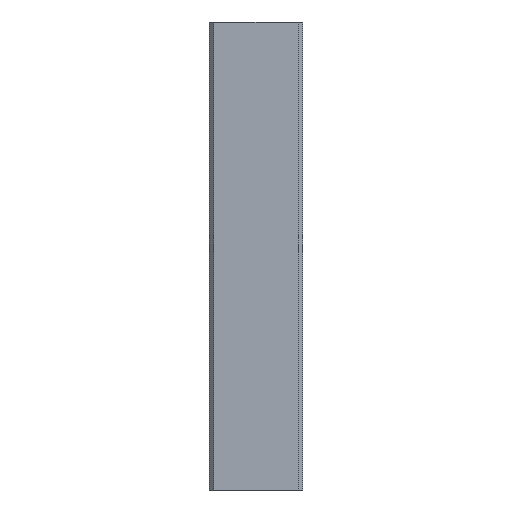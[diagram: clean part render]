
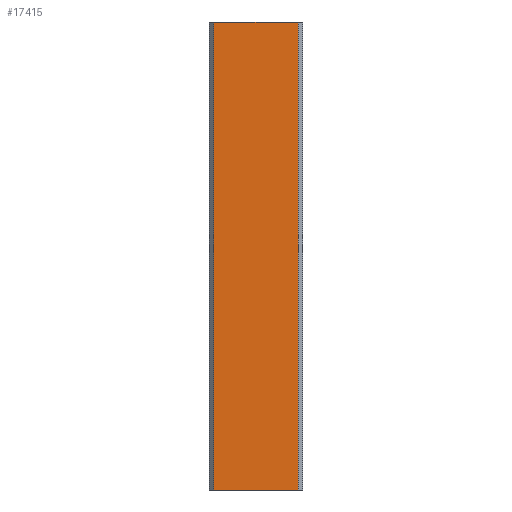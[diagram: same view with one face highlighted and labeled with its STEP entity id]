
A CAD part, front view. The second image highlights one B-rep face of the part: STEP entity #17415.
In plain terms, the highlighted planar face has unit normal (0, -1, 0).
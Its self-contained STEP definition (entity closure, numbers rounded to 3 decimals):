
#14204 = PLANE('',#14205);
#14205 = AXIS2_PLACEMENT_3D('',#14206,#14207,#14208);
#14206 = CARTESIAN_POINT('',(-0.315,-0.885,20.));
#14207 = DIRECTION('',(0.,0.,-1.));
#14208 = DIRECTION('',(-1.,0.,0.));
#14258 = PLANE('',#14259);
#14259 = AXIS2_PLACEMENT_3D('',#14260,#14261,#14262);
#14260 = CARTESIAN_POINT('',(-0.315,-0.885,0.));
#14261 = DIRECTION('',(0.,0.,-1.));
#14262 = DIRECTION('',(-1.,0.,0.));
#14573 = VERTEX_POINT('',#14574);
#14574 = CARTESIAN_POINT('',(1.8,-4.25,0.));
#14588 = PLANE('',#14589);
#14589 = AXIS2_PLACEMENT_3D('',#14590,#14591,#14592);
#14590 = CARTESIAN_POINT('',(1.8,-4.25,0.));
#14591 = DIRECTION('',(-0.707,0.707,0.));
#14592 = DIRECTION('',(0.707,0.707,0.));
#14600 = EDGE_CURVE('',#14601,#14573,#14603,.T.);
#14601 = VERTEX_POINT('',#14602);
#14602 = CARTESIAN_POINT('',(-1.8,-4.25,0.));
#14603 = SURFACE_CURVE('',#14604,(#14608,#14615),.PCURVE_S1.);
#14604 = LINE('',#14605,#14606);
#14605 = CARTESIAN_POINT('',(-1.8,-4.25,0.));
#14606 = VECTOR('',#14607,1.);
#14607 = DIRECTION('',(1.,0.,0.));
#14608 = PCURVE('',#14258,#14609);
#14609 = DEFINITIONAL_REPRESENTATION('',(#14610),#14614);
#14610 = LINE('',#14611,#14612);
#14611 = CARTESIAN_POINT('',(1.485,-3.365));
#14612 = VECTOR('',#14613,1.);
#14613 = DIRECTION('',(-1.,0.));
#14614 = ( GEOMETRIC_REPRESENTATION_CONTEXT(2) 
PARAMETRIC_REPRESENTATION_CONTEXT() REPRESENTATION_CONTEXT('2D SPACE',''
  ) );
#14615 = PCURVE('',#14616,#14621);
#14616 = PLANE('',#14617);
#14617 = AXIS2_PLACEMENT_3D('',#14618,#14619,#14620);
#14618 = CARTESIAN_POINT('',(-1.8,-4.25,0.));
#14619 = DIRECTION('',(0.,1.,0.));
#14620 = DIRECTION('',(1.,0.,0.));
#14621 = DEFINITIONAL_REPRESENTATION('',(#14622),#14626);
#14622 = LINE('',#14623,#14624);
#14623 = CARTESIAN_POINT('',(0.,0.));
#14624 = VECTOR('',#14625,1.);
#14625 = DIRECTION('',(1.,0.));
#14626 = ( GEOMETRIC_REPRESENTATION_CONTEXT(2) 
PARAMETRIC_REPRESENTATION_CONTEXT() REPRESENTATION_CONTEXT('2D SPACE',''
  ) );
#14644 = PLANE('',#14645);
#14645 = AXIS2_PLACEMENT_3D('',#14646,#14647,#14648);
#14646 = CARTESIAN_POINT('',(-2.,-4.05,0.));
#14647 = DIRECTION('',(0.707,0.707,0.));
#14648 = DIRECTION('',(0.707,-0.707,0.));
#14890 = VERTEX_POINT('',#14891);
#14891 = CARTESIAN_POINT('',(1.8,-4.25,20.));
#14912 = EDGE_CURVE('',#14913,#14890,#14915,.T.);
#14913 = VERTEX_POINT('',#14914);
#14914 = CARTESIAN_POINT('',(-1.8,-4.25,20.));
#14915 = SURFACE_CURVE('',#14916,(#14920,#14927),.PCURVE_S1.);
#14916 = LINE('',#14917,#14918);
#14917 = CARTESIAN_POINT('',(-1.8,-4.25,20.));
#14918 = VECTOR('',#14919,1.);
#14919 = DIRECTION('',(1.,0.,0.));
#14920 = PCURVE('',#14204,#14921);
#14921 = DEFINITIONAL_REPRESENTATION('',(#14922),#14926);
#14922 = LINE('',#14923,#14924);
#14923 = CARTESIAN_POINT('',(1.485,-3.365));
#14924 = VECTOR('',#14925,1.);
#14925 = DIRECTION('',(-1.,0.));
#14926 = ( GEOMETRIC_REPRESENTATION_CONTEXT(2) 
PARAMETRIC_REPRESENTATION_CONTEXT() REPRESENTATION_CONTEXT('2D SPACE',''
  ) );
#14927 = PCURVE('',#14616,#14928);
#14928 = DEFINITIONAL_REPRESENTATION('',(#14929),#14933);
#14929 = LINE('',#14930,#14931);
#14930 = CARTESIAN_POINT('',(0.,-20.));
#14931 = VECTOR('',#14932,1.);
#14932 = DIRECTION('',(1.,0.));
#14933 = ( GEOMETRIC_REPRESENTATION_CONTEXT(2) 
PARAMETRIC_REPRESENTATION_CONTEXT() REPRESENTATION_CONTEXT('2D SPACE',''
  ) );
#17297 = EDGE_CURVE('',#14601,#14913,#17298,.T.);
#17298 = SURFACE_CURVE('',#17299,(#17303,#17310),.PCURVE_S1.);
#17299 = LINE('',#17300,#17301);
#17300 = CARTESIAN_POINT('',(-1.8,-4.25,0.));
#17301 = VECTOR('',#17302,1.);
#17302 = DIRECTION('',(0.,0.,1.));
#17303 = PCURVE('',#14644,#17304);
#17304 = DEFINITIONAL_REPRESENTATION('',(#17305),#17309);
#17305 = LINE('',#17306,#17307);
#17306 = CARTESIAN_POINT('',(0.283,0.));
#17307 = VECTOR('',#17308,1.);
#17308 = DIRECTION('',(0.,-1.));
#17309 = ( GEOMETRIC_REPRESENTATION_CONTEXT(2) 
PARAMETRIC_REPRESENTATION_CONTEXT() REPRESENTATION_CONTEXT('2D SPACE',''
  ) );
#17310 = PCURVE('',#14616,#17311);
#17311 = DEFINITIONAL_REPRESENTATION('',(#17312),#17316);
#17312 = LINE('',#17313,#17314);
#17313 = CARTESIAN_POINT('',(0.,0.));
#17314 = VECTOR('',#17315,1.);
#17315 = DIRECTION('',(0.,-1.));
#17316 = ( GEOMETRIC_REPRESENTATION_CONTEXT(2) 
PARAMETRIC_REPRESENTATION_CONTEXT() REPRESENTATION_CONTEXT('2D SPACE',''
  ) );
#17415 = ADVANCED_FACE('',(#17416),#14616,.F.);
#17416 = FACE_BOUND('',#17417,.F.);
#17417 = EDGE_LOOP('',(#17418,#17419,#17420,#17441));
#17418 = ORIENTED_EDGE('',*,*,#17297,.T.);
#17419 = ORIENTED_EDGE('',*,*,#14912,.T.);
#17420 = ORIENTED_EDGE('',*,*,#17421,.F.);
#17421 = EDGE_CURVE('',#14573,#14890,#17422,.T.);
#17422 = SURFACE_CURVE('',#17423,(#17427,#17434),.PCURVE_S1.);
#17423 = LINE('',#17424,#17425);
#17424 = CARTESIAN_POINT('',(1.8,-4.25,0.));
#17425 = VECTOR('',#17426,1.);
#17426 = DIRECTION('',(0.,0.,1.));
#17427 = PCURVE('',#14616,#17428);
#17428 = DEFINITIONAL_REPRESENTATION('',(#17429),#17433);
#17429 = LINE('',#17430,#17431);
#17430 = CARTESIAN_POINT('',(3.6,0.));
#17431 = VECTOR('',#17432,1.);
#17432 = DIRECTION('',(0.,-1.));
#17433 = ( GEOMETRIC_REPRESENTATION_CONTEXT(2) 
PARAMETRIC_REPRESENTATION_CONTEXT() REPRESENTATION_CONTEXT('2D SPACE',''
  ) );
#17434 = PCURVE('',#14588,#17435);
#17435 = DEFINITIONAL_REPRESENTATION('',(#17436),#17440);
#17436 = LINE('',#17437,#17438);
#17437 = CARTESIAN_POINT('',(0.,0.));
#17438 = VECTOR('',#17439,1.);
#17439 = DIRECTION('',(0.,-1.));
#17440 = ( GEOMETRIC_REPRESENTATION_CONTEXT(2) 
PARAMETRIC_REPRESENTATION_CONTEXT() REPRESENTATION_CONTEXT('2D SPACE',''
  ) );
#17441 = ORIENTED_EDGE('',*,*,#14600,.F.);
